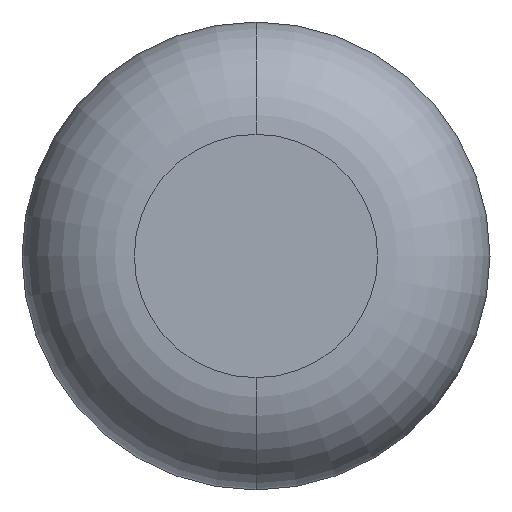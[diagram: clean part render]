
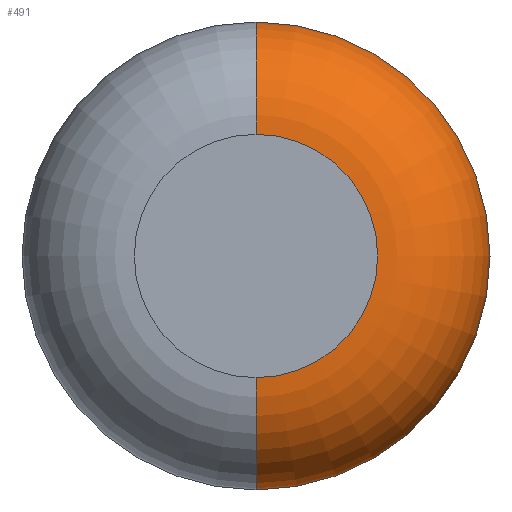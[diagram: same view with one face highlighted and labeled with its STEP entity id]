
A CAD part, front view. The second image highlights one B-rep face of the part: STEP entity #491.
In plain terms, the highlighted toroidal (fillet/blend) face has major radius 2.477 mm and minor radius 2.286 mm.
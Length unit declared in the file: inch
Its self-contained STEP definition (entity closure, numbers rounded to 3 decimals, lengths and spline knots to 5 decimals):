
#6 = AXIS2_PLACEMENT_3D ( 'NONE', #174, #10, #349 ) ;
#10 = DIRECTION ( 'NONE',  ( 0., -1., 0. ) ) ;
#18 = CARTESIAN_POINT ( 'NONE',  ( 0., 0., -0.0975 ) ) ;
#68 = AXIS2_PLACEMENT_3D ( 'NONE', #360, #220, #534 ) ;
#86 = AXIS2_PLACEMENT_3D ( 'NONE', #529, #147, #274 ) ;
#135 = CIRCLE ( 'NONE', #528, 0.1875 ) ;
#145 = TOROIDAL_SURFACE ( 'NONE', #6, 0.0975, 0.09 ) ;
#147 = DIRECTION ( 'NONE',  ( -1., 0., 0. ) ) ;
#152 = EDGE_CURVE ( 'NONE', #357, #539, #381, .T. ) ;
#174 = CARTESIAN_POINT ( 'NONE',  ( 0., 0.09, 0. ) ) ;
#182 = CARTESIAN_POINT ( 'NONE',  ( 0., 0.09, 0. ) ) ;
#220 = DIRECTION ( 'NONE',  ( 0., -1., 0. ) ) ;
#221 = AXIS2_PLACEMENT_3D ( 'NONE', #496, #535, #239 ) ;
#225 = EDGE_CURVE ( 'NONE', #290, #357, #135, .T. ) ;
#238 = EDGE_CURVE ( 'NONE', #290, #322, #327, .T. ) ;
#239 = DIRECTION ( 'NONE',  ( 0., 0., -1. ) ) ;
#274 = DIRECTION ( 'NONE',  ( 0., 0., 1. ) ) ;
#290 = VERTEX_POINT ( 'NONE', #404 ) ;
#307 = DIRECTION ( 'NONE',  ( 0., 0., -1. ) ) ;
#311 = CIRCLE ( 'NONE', #68, 0.0975 ) ;
#322 = VERTEX_POINT ( 'NONE', #18 ) ;
#327 = CIRCLE ( 'NONE', #86, 0.09 ) ;
#335 = ORIENTED_EDGE ( 'NONE', *, *, #509, .F. ) ;
#346 = CARTESIAN_POINT ( 'NONE',  ( 0., 0., 0.0975 ) ) ;
#348 = DIRECTION ( 'NONE',  ( 0., -1., 0. ) ) ;
#349 = DIRECTION ( 'NONE',  ( 0., 0., -1. ) ) ;
#357 = VERTEX_POINT ( 'NONE', #543 ) ;
#360 = CARTESIAN_POINT ( 'NONE',  ( 0., 0., 0. ) ) ;
#381 = CIRCLE ( 'NONE', #221, 0.09 ) ;
#399 = ORIENTED_EDGE ( 'NONE', *, *, #238, .F. ) ;
#404 = CARTESIAN_POINT ( 'NONE',  ( 0., 0.09, -0.1875 ) ) ;
#406 = ORIENTED_EDGE ( 'NONE', *, *, #225, .T. ) ;
#441 = ORIENTED_EDGE ( 'NONE', *, *, #152, .T. ) ;
#447 = FACE_OUTER_BOUND ( 'NONE', #489, .T. ) ;
#489 = EDGE_LOOP ( 'NONE', ( #406, #441, #335, #399 ) ) ;
#491 = ADVANCED_FACE ( 'NONE', ( #447 ), #145, .T. ) ;
#496 = CARTESIAN_POINT ( 'NONE',  ( 0., 0.09, 0.0975 ) ) ;
#509 = EDGE_CURVE ( 'NONE', #322, #539, #311, .T. ) ;
#528 = AXIS2_PLACEMENT_3D ( 'NONE', #182, #348, #307 ) ;
#529 = CARTESIAN_POINT ( 'NONE',  ( 0., 0.09, -0.0975 ) ) ;
#534 = DIRECTION ( 'NONE',  ( 0., 0., -1. ) ) ;
#535 = DIRECTION ( 'NONE',  ( 1., 0., 0. ) ) ;
#539 = VERTEX_POINT ( 'NONE', #346 ) ;
#543 = CARTESIAN_POINT ( 'NONE',  ( 0., 0.09, 0.1875 ) ) ;
